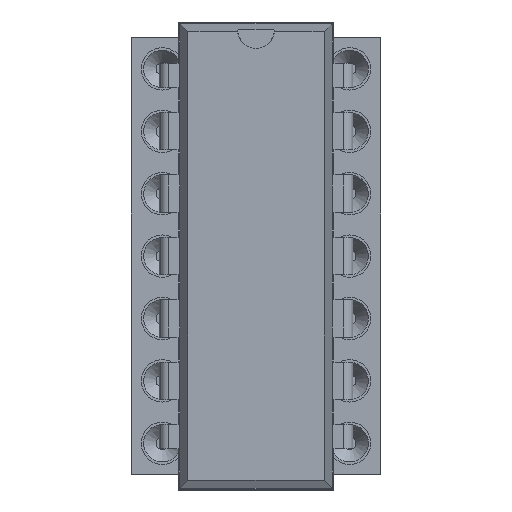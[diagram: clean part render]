
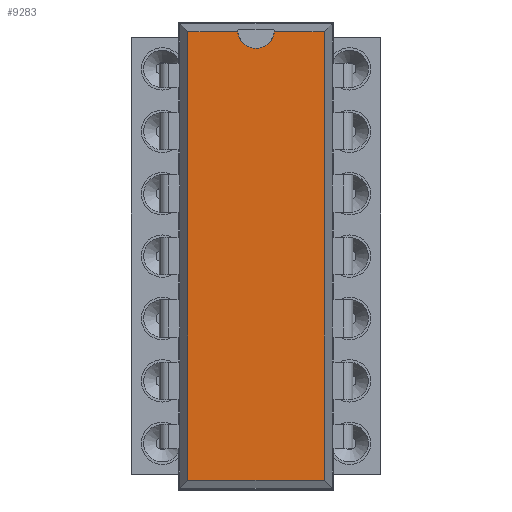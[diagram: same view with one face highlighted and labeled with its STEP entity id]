
A CAD part, top view. The second image highlights one B-rep face of the part: STEP entity #9283.
In plain terms, the highlighted planar face has unit normal (0, 0, 1).
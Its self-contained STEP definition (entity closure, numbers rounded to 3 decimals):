
#4463 = VERTEX_POINT('',#4464);
#4464 = CARTESIAN_POINT('',(2.776,9.126,7.43));
#4469 = EDGE_CURVE('',#4470,#4463,#4472,.T.);
#4470 = VERTEX_POINT('',#4471);
#4471 = CARTESIAN_POINT('',(2.776,-9.126,7.43));
#4472 = LINE('',#4473,#4474);
#4473 = CARTESIAN_POINT('',(2.776,-9.126,7.43));
#4474 = VECTOR('',#4475,1.);
#4475 = DIRECTION('',(0.,1.,0.));
#6430 = VERTEX_POINT('',#6431);
#6431 = CARTESIAN_POINT('',(-2.776,9.126,7.43));
#6436 = EDGE_CURVE('',#6437,#6430,#6439,.T.);
#6437 = VERTEX_POINT('',#6438);
#6438 = CARTESIAN_POINT('',(-0.746,9.126,7.43));
#6439 = LINE('',#6440,#6441);
#6440 = CARTESIAN_POINT('',(2.776,9.126,7.43));
#6441 = VECTOR('',#6442,1.);
#6442 = DIRECTION('',(-1.,0.,0.));
#6657 = VERTEX_POINT('',#6658);
#6658 = CARTESIAN_POINT('',(0.746,9.126,7.43));
#6762 = EDGE_CURVE('',#4463,#6657,#6763,.T.);
#6763 = LINE('',#6764,#6765);
#6764 = CARTESIAN_POINT('',(2.776,9.126,7.43));
#6765 = VECTOR('',#6766,1.);
#6766 = DIRECTION('',(-1.,0.,0.));
#7186 = VERTEX_POINT('',#7187);
#7187 = CARTESIAN_POINT('',(-2.776,-9.126,7.43));
#7192 = EDGE_CURVE('',#6430,#7186,#7193,.T.);
#7193 = LINE('',#7194,#7195);
#7194 = CARTESIAN_POINT('',(-2.776,9.126,7.43));
#7195 = VECTOR('',#7196,1.);
#7196 = DIRECTION('',(0.,-1.,0.));
#9146 = EDGE_CURVE('',#7186,#4470,#9147,.T.);
#9147 = LINE('',#9148,#9149);
#9148 = CARTESIAN_POINT('',(-2.776,-9.126,7.43));
#9149 = VECTOR('',#9150,1.);
#9150 = DIRECTION('',(1.,0.,0.));
#9283 = ADVANCED_FACE('',(#9284),#9307,.F.);
#9284 = FACE_BOUND('',#9285,.F.);
#9285 = EDGE_LOOP('',(#9286,#9287,#9288,#9289,#9290,#9299,#9306));
#9286 = ORIENTED_EDGE('',*,*,#4469,.F.);
#9287 = ORIENTED_EDGE('',*,*,#9146,.F.);
#9288 = ORIENTED_EDGE('',*,*,#7192,.F.);
#9289 = ORIENTED_EDGE('',*,*,#6436,.F.);
#9290 = ORIENTED_EDGE('',*,*,#9291,.F.);
#9291 = EDGE_CURVE('',#9292,#6437,#9294,.T.);
#9292 = VERTEX_POINT('',#9293);
#9293 = CARTESIAN_POINT('',(0.,8.451,7.43));
#9294 = CIRCLE('',#9295,0.75);
#9295 = AXIS2_PLACEMENT_3D('',#9296,#9297,#9298);
#9296 = CARTESIAN_POINT('',(0.,9.201,7.43));
#9297 = DIRECTION('',(0.,0.,-1.));
#9298 = DIRECTION('',(0.,-1.,0.));
#9299 = ORIENTED_EDGE('',*,*,#9300,.F.);
#9300 = EDGE_CURVE('',#6657,#9292,#9301,.T.);
#9301 = CIRCLE('',#9302,0.75);
#9302 = AXIS2_PLACEMENT_3D('',#9303,#9304,#9305);
#9303 = CARTESIAN_POINT('',(0.,9.201,7.43));
#9304 = DIRECTION('',(0.,0.,-1.));
#9305 = DIRECTION('',(0.,-1.,0.));
#9306 = ORIENTED_EDGE('',*,*,#6762,.F.);
#9307 = PLANE('',#9308);
#9308 = AXIS2_PLACEMENT_3D('',#9309,#9310,#9311);
#9309 = CARTESIAN_POINT('',(2.776,-9.126,7.43));
#9310 = DIRECTION('',(0.,0.,-1.));
#9311 = DIRECTION('',(-0.291,0.957,0.));
